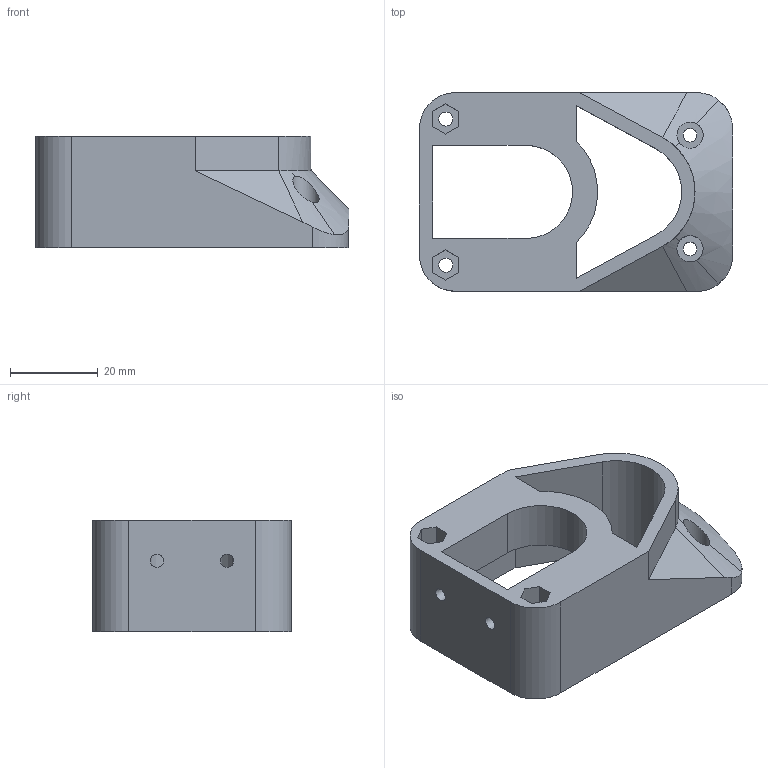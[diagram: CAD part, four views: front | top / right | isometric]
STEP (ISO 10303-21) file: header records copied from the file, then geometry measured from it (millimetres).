
FILE_DESCRIPTION(/* description */ (''),/* implementation_level */ '2;1');
FILE_NAME(/* name */ 'Dr. Chen''s Project/URSA/Parametric Pump/Step Files/Pump Cover.step',/* time_stamp */ '2020-07-16T15:16:45-08:00',/* author */ (''),/* organization */ (''),/* preprocessor_version */ 'ST-DEVELOPER v18.1',/* originating_system */ 'Autodesk Translation Framework v9.3.0.1241',/* authorisation */ '');
FILE_SCHEMA (('AUTOMOTIVE_DESIGN { 1 0 10303 214 3 1 1 }'));
Length unit declared in the file: millimetre
Products named in the file (1): Pump Cover
Bounding box: 71.38 x 45.31 x 25.4 mm (x, y, z)
Volume: 29222.7 mm3; surface area: 14817.9 mm2
Topology: 1 solids, 1 shells, 65 faces, 180 edges, 118 vertices
Faces by surface type: plane 46, cylinder 16, bspline 2, cone 1
Full cylindrical faces by diameter (mm): 3 x2, 3.108 x2, 3.2 x2, 6 x2
Entity records: 2270 total; most frequent: CARTESIAN_POINT 541, ORIENTED_EDGE 360, DIRECTION 325, EDGE_CURVE 180, LINE 133, VECTOR 133, VERTEX_POINT 118, AXIS2_PLACEMENT_3D 96
